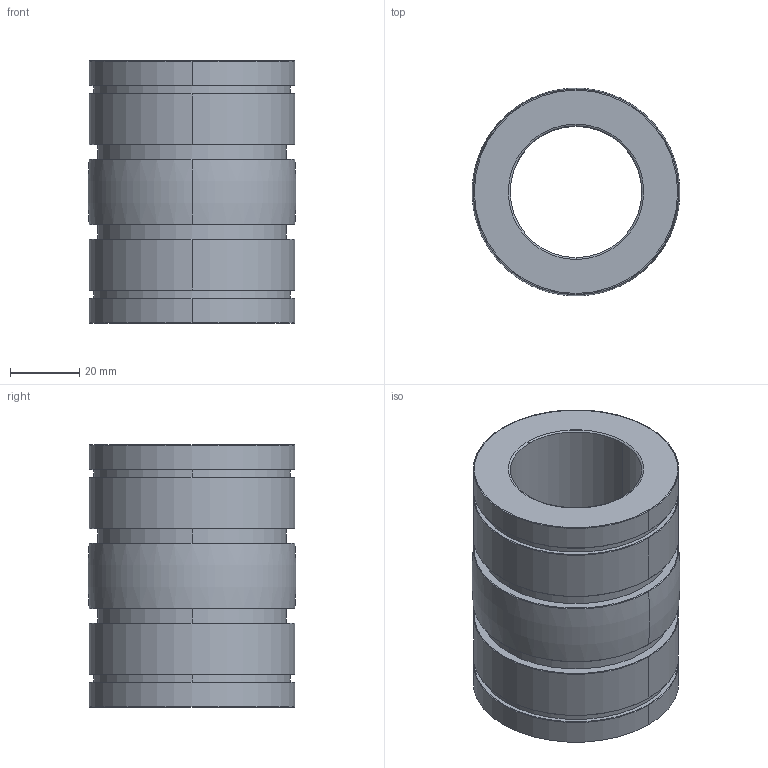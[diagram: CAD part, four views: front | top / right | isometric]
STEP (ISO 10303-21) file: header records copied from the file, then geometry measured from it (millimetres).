
FILE_DESCRIPTION (( 'STEP AP214' ), '1' );
FILE_NAME ('PlainBearing_2B444048D9.step', '2022-09-14T12:33:12', ( '' ), ( '' ), 'SwSTEP 2.0', 'SolidWorks 2019', '' );
FILE_SCHEMA (( 'AUTOMOTIVE_DESIGN' ));
Length unit declared in the file: inch
Products named in the file (3): TQU9U6jyFG_CADModel_0; PlainBearing_2B444048D9
Assembly tree (1 placements, depth 2):
  TQU9U6jyFG_CADModel_0
  PlainBearing_2B444048D9
    TQU9U6jyFG_CADModel_0
Bounding box: 60.2 x 60.2 x 76.01 mm (x, y, z)
Volume: 121248.8 mm3; surface area: 47755.2 mm2
Topology: 2 solids, 2 shells, 58 faces, 140 edges, 92 vertices
Faces by surface type: cylinder 22, cone 16, plane 10, torus 10
Entity records: 2616 total; most frequent: DIRECTION 368, CARTESIAN_POINT 295, ORIENTED_EDGE 280, AXIS2_PLACEMENT_3D 165, EDGE_CURVE 140, CIRCLE 102, VERTEX_POINT 92, EDGE_LOOP 68
